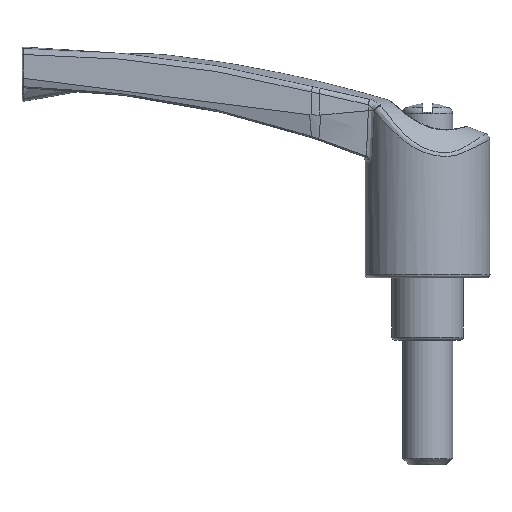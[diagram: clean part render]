
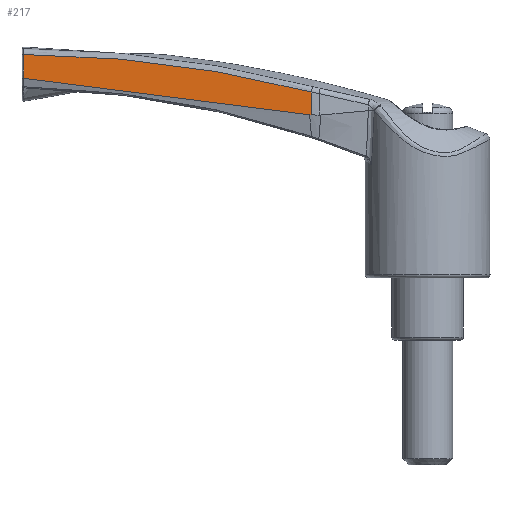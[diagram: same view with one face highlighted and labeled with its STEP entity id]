
A CAD part, left-side view. The second image highlights one B-rep face of the part: STEP entity #217.
In plain terms, the highlighted free-form (B-spline) face has degree [3, 3] with [4, 4] control points.
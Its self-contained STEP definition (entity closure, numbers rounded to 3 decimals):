
#217 = ADVANCED_FACE( '', ( #455 ), #456, .F. );
#455 = FACE_OUTER_BOUND( '', #4195, .T. );
#456 = B_SPLINE_SURFACE_WITH_KNOTS( '', 3, 3, ( ( #4196, #4197, #4198, #4199 ), ( #4200, #4201, #4202, #4203 ), ( #4204, #4205, #4206, #4207 ), ( #4208, #4209, #4210, #4211 ) ), .UNSPECIFIED., .F., .F., .F., ( 4, 4 ), ( 4, 4 ), ( 0., 1. ), ( 0., 1. ), .UNSPECIFIED. );
#4195 = EDGE_LOOP( '', ( #5610, #5611, #5612, #5613, #5614 ) );
#4196 = CARTESIAN_POINT( '', ( -5., 18., 41. ) );
#4197 = CARTESIAN_POINT( '', ( -4.383, 33.667, 41.274 ) );
#4198 = CARTESIAN_POINT( '', ( -3.767, 49.333, 41.548 ) );
#4199 = CARTESIAN_POINT( '', ( -3.15, 65., 41.823 ) );
#4200 = CARTESIAN_POINT( '', ( -5.167, 18., 36. ) );
#4201 = CARTESIAN_POINT( '', ( -4.533, 33.667, 36.849 ) );
#4202 = CARTESIAN_POINT( '', ( -3.9, 49.333, 37.699 ) );
#4203 = CARTESIAN_POINT( '', ( -3.267, 65., 38.548 ) );
#4204 = CARTESIAN_POINT( '', ( -5.333, 18., 31. ) );
#4205 = CARTESIAN_POINT( '', ( -4.683, 33.667, 32.425 ) );
#4206 = CARTESIAN_POINT( '', ( -4.033, 49.333, 33.849 ) );
#4207 = CARTESIAN_POINT( '', ( -3.383, 65., 35.274 ) );
#4208 = CARTESIAN_POINT( '', ( -5.5, 18., 26. ) );
#4209 = CARTESIAN_POINT( '', ( -4.833, 33.667, 28. ) );
#4210 = CARTESIAN_POINT( '', ( -4.167, 49.333, 30. ) );
#4211 = CARTESIAN_POINT( '', ( -3.5, 65., 32. ) );
#5610 = ORIENTED_EDGE( '', *, *, #5803, .T. );
#5611 = ORIENTED_EDGE( '', *, *, #5923, .T. );
#5612 = ORIENTED_EDGE( '', *, *, #5876, .F. );
#5613 = ORIENTED_EDGE( '', *, *, #5867, .T. );
#5614 = ORIENTED_EDGE( '', *, *, #5908, .T. );
#5803 = EDGE_CURVE( '', #6092, #6090, #6093, .T. );
#5867 = EDGE_CURVE( '', #6175, #6181, #6183, .T. );
#5876 = EDGE_CURVE( '', #6175, #6190, #6194, .T. );
#5908 = EDGE_CURVE( '', #6181, #6092, #6233, .T. );
#5923 = EDGE_CURVE( '', #6090, #6190, #6252, .T. );
#6090 = VERTEX_POINT( '', #7230 );
#6092 = VERTEX_POINT( '', #7264 );
#6093 = B_SPLINE_CURVE_WITH_KNOTS( '', 3, ( #7265, #7266, #7267, #7268, #7269, #7270, #7271, #7272, #7273, #7274, #7275, #7276, #7277, #7278, #7279, #7280, #7281, #7282, #7283, #7284, #7285, #7286, #7287, #7288 ), .UNSPECIFIED., .F., .F., ( 4, 2, 1, 2, 2, 1, 1, 2, 1, 2, 2, 1, 1, 2, 4 ), ( 0., 0.006, 0.012, 0.017, 0.018, 0.019, 0.02, 0.023, 0.029, 0.035, 0.036, 0.036, 0.038, 0.041, 0.047 ), .UNSPECIFIED. );
#6175 = VERTEX_POINT( '', #8643 );
#6181 = VERTEX_POINT( '', #8660 );
#6183 = B_SPLINE_CURVE_WITH_KNOTS( '', 3, ( #8666, #8667, #8668, #8669 ), .UNSPECIFIED., .F., .F., ( 4, 4 ), ( 0., 0. ), .UNSPECIFIED. );
#6190 = VERTEX_POINT( '', #8682 );
#6194 = B_SPLINE_CURVE_WITH_KNOTS( '', 3, ( #8695, #8696, #8697, #8698 ), .UNSPECIFIED., .F., .F., ( 4, 4 ), ( 0.019, 0.995 ), .UNSPECIFIED. );
#6233 = B_SPLINE_CURVE_WITH_KNOTS( '', 3, ( #8883, #8884, #8885, #8886, #8887, #8888, #8889 ), .UNSPECIFIED., .F., .F., ( 4, 3, 4 ), ( 0., 0.002, 0.004 ), .UNSPECIFIED. );
#6252 = B_SPLINE_CURVE_WITH_KNOTS( '', 3, ( #9076, #9077, #9078, #9079, #9080, #9081, #9082, #9083, #9084, #9085 ), .UNSPECIFIED., .F., .F., ( 4, 3, 3, 4 ), ( 0., 0.001, 0.002, 0.004 ), .UNSPECIFIED. );
#7230 = CARTESIAN_POINT( '', ( -3.374, 64.76, 35.785 ) );
#7264 = CARTESIAN_POINT( '', ( -5.349, 18.647, 29.776 ) );
#7265 = CARTESIAN_POINT( '', ( -5.349, 18.647, 29.776 ) );
#7266 = CARTESIAN_POINT( '', ( -5.261, 20.529, 30.262 ) );
#7267 = CARTESIAN_POINT( '', ( -5.173, 22.416, 30.719 ) );
#7268 = CARTESIAN_POINT( '', ( -4.999, 26.204, 31.574 ) );
#7269 = CARTESIAN_POINT( '', ( -4.826, 30.005, 32.369 ) );
#7270 = CARTESIAN_POINT( '', ( -4.656, 33.83, 33.046 ) );
#7271 = CARTESIAN_POINT( '', ( -4.561, 35.988, 33.394 ) );
#7272 = CARTESIAN_POINT( '', ( -4.551, 36.228, 33.432 ) );
#7273 = CARTESIAN_POINT( '', ( -4.53, 36.708, 33.507 ) );
#7274 = CARTESIAN_POINT( '', ( -4.498, 37.428, 33.619 ) );
#7275 = CARTESIAN_POINT( '', ( -4.425, 39.11, 33.87 ) );
#7276 = CARTESIAN_POINT( '', ( -4.363, 40.553, 34.069 ) );
#7277 = CARTESIAN_POINT( '', ( -4.239, 43.441, 34.444 ) );
#7278 = CARTESIAN_POINT( '', ( -4.076, 47.299, 34.885 ) );
#7279 = CARTESIAN_POINT( '', ( -3.916, 51.171, 35.209 ) );
#7280 = CARTESIAN_POINT( '', ( -3.827, 53.352, 35.358 ) );
#7281 = CARTESIAN_POINT( '', ( -3.817, 53.595, 35.374 ) );
#7282 = CARTESIAN_POINT( '', ( -3.797, 54.08, 35.406 ) );
#7283 = CARTESIAN_POINT( '', ( -3.768, 54.807, 35.451 ) );
#7284 = CARTESIAN_POINT( '', ( -3.699, 56.505, 35.548 ) );
#7285 = CARTESIAN_POINT( '', ( -3.641, 57.961, 35.614 ) );
#7286 = CARTESIAN_POINT( '', ( -3.525, 60.873, 35.725 ) );
#7287 = CARTESIAN_POINT( '', ( -3.449, 62.816, 35.77 ) );
#7288 = CARTESIAN_POINT( '', ( -3.374, 64.76, 35.785 ) );
#8643 = CARTESIAN_POINT( '', ( -5.461, 18.91, 26.116 ) );
#8660 = CARTESIAN_POINT( '', ( -5.473, 18.63, 26.095 ) );
#8666 = CARTESIAN_POINT( '', ( -5.461, 18.91, 26.116 ) );
#8667 = CARTESIAN_POINT( '', ( -5.465, 18.817, 26.104 ) );
#8668 = CARTESIAN_POINT( '', ( -5.469, 18.724, 26.097 ) );
#8669 = CARTESIAN_POINT( '', ( -5.473, 18.63, 26.095 ) );
#8682 = CARTESIAN_POINT( '', ( -3.51, 64.759, 31.969 ) );
#8695 = CARTESIAN_POINT( '', ( -5.461, 18.91, 26.116 ) );
#8696 = CARTESIAN_POINT( '', ( -4.811, 34.193, 28.067 ) );
#8697 = CARTESIAN_POINT( '', ( -4.161, 49.476, 30.018 ) );
#8698 = CARTESIAN_POINT( '', ( -3.51, 64.759, 31.969 ) );
#8883 = CARTESIAN_POINT( '', ( -5.473, 18.63, 26.095 ) );
#8884 = CARTESIAN_POINT( '', ( -5.45, 18.633, 26.767 ) );
#8885 = CARTESIAN_POINT( '', ( -5.428, 18.636, 27.44 ) );
#8886 = CARTESIAN_POINT( '', ( -5.405, 18.639, 28.112 ) );
#8887 = CARTESIAN_POINT( '', ( -5.386, 18.642, 28.667 ) );
#8888 = CARTESIAN_POINT( '', ( -5.368, 18.645, 29.221 ) );
#8889 = CARTESIAN_POINT( '', ( -5.349, 18.647, 29.776 ) );
#9076 = CARTESIAN_POINT( '', ( -3.374, 64.76, 35.785 ) );
#9077 = CARTESIAN_POINT( '', ( -3.38, 64.76, 35.618 ) );
#9078 = CARTESIAN_POINT( '', ( -3.386, 64.76, 35.451 ) );
#9079 = CARTESIAN_POINT( '', ( -3.392, 64.76, 35.285 ) );
#9080 = CARTESIAN_POINT( '', ( -3.416, 64.76, 34.619 ) );
#9081 = CARTESIAN_POINT( '', ( -3.44, 64.76, 33.952 ) );
#9082 = CARTESIAN_POINT( '', ( -3.463, 64.76, 33.286 ) );
#9083 = CARTESIAN_POINT( '', ( -3.479, 64.76, 32.847 ) );
#9084 = CARTESIAN_POINT( '', ( -3.495, 64.759, 32.408 ) );
#9085 = CARTESIAN_POINT( '', ( -3.51, 64.759, 31.969 ) );
